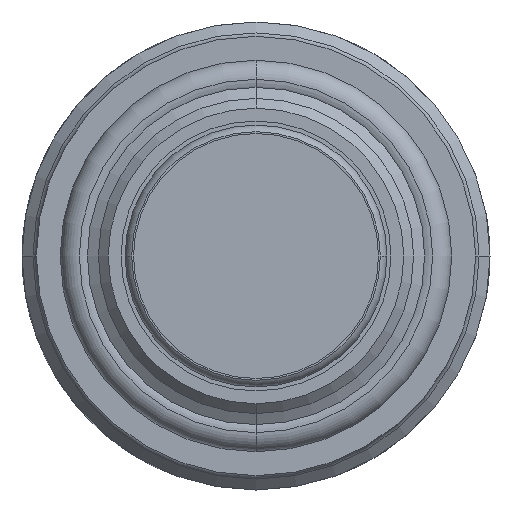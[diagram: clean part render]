
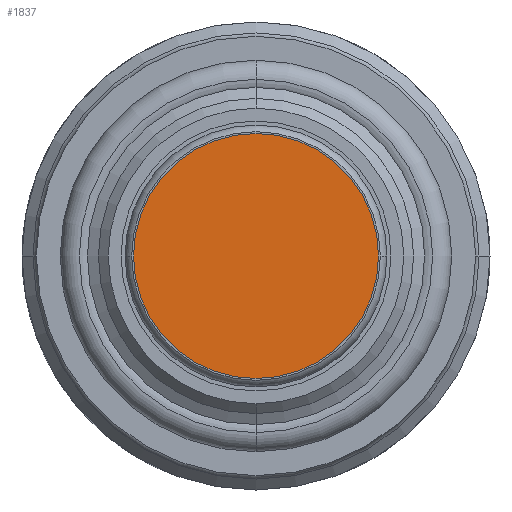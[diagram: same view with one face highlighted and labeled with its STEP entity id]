
A CAD part, front view. The second image highlights one B-rep face of the part: STEP entity #1837.
In plain terms, the highlighted planar face has unit normal (0, -1, 0).
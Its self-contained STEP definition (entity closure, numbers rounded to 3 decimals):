
#342=CARTESIAN_POINT('',(0.,0.,0.));
#343=DIRECTION('',(0.,1.,0.));
#344=DIRECTION('',(1.,0.,0.));
#345=AXIS2_PLACEMENT_3D('',#342,#343,#344);
#347=CARTESIAN_POINT('',(0.,0.,0.));
#348=DIRECTION('',(0.,1.,0.));
#349=DIRECTION('',(-1.,0.,0.));
#350=AXIS2_PLACEMENT_3D('',#347,#348,#349);
#1144=CARTESIAN_POINT('',(7.899,0.,0.));
#1145=CARTESIAN_POINT('',(-7.899,0.,0.));
#1146=VERTEX_POINT('',#1144);
#1147=VERTEX_POINT('',#1145);
#1828=CARTESIAN_POINT('',(0.,0.,0.));
#1829=DIRECTION('',(0.,1.,0.));
#1830=DIRECTION('',(1.,0.,0.));
#1831=AXIS2_PLACEMENT_3D('',#1828,#1829,#1830);
#1832=PLANE('',#1831);
#1833=ORIENTED_EDGE('',*,*,#1519,.T.);
#1834=ORIENTED_EDGE('',*,*,#1822,.T.);
#1835=EDGE_LOOP('',(#1833,#1834));
#1836=FACE_OUTER_BOUND('',#1835,.F.);
#1837=ADVANCED_FACE('',(#1836),#1832,.F.);
#346=CIRCLE('',#345,7.899);
#351=CIRCLE('',#350,7.899);
#1519=EDGE_CURVE('',#1146,#1147,#346,.T.);
#1822=EDGE_CURVE('',#1147,#1146,#351,.T.);
